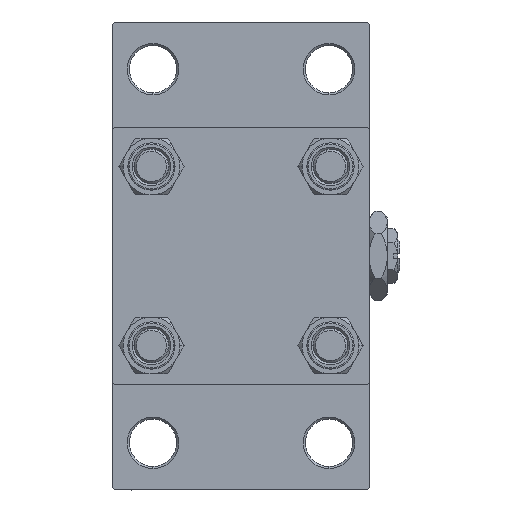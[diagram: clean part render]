
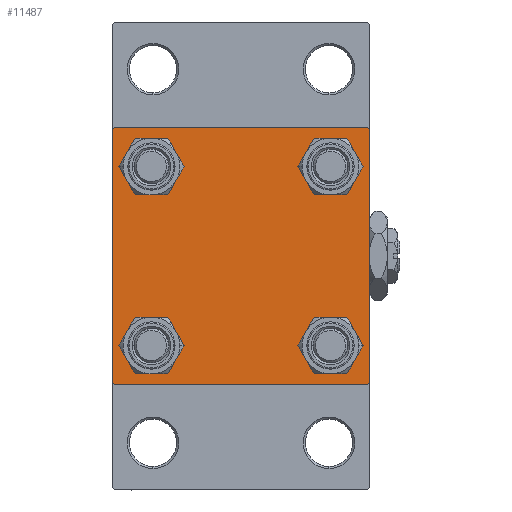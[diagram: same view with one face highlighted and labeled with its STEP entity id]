
A CAD part, left-side view. The second image highlights one B-rep face of the part: STEP entity #11487.
In plain terms, the highlighted planar face has unit normal (-1, 0, 0).
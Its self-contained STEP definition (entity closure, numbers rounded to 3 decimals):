
#321 = DIRECTION ( 'NONE',  ( 0., -0.707, -0.707 ) ) ;
#1223 = ORIENTED_EDGE ( 'NONE', *, *, #19531, .F. ) ;
#1915 = VERTEX_POINT ( 'NONE', #10883 ) ;
#2478 = CARTESIAN_POINT ( 'NONE',  ( 0., -20.85, -20.85 ) ) ;
#3964 = LINE ( 'NONE', #18881, #43585 ) ;
#4153 = VECTOR ( 'NONE', #26299, 1000. ) ;
#4186 = EDGE_CURVE ( 'NONE', #9710, #15199, #24525, .T. ) ;
#4250 = VECTOR ( 'NONE', #36107, 1000. ) ;
#5589 = CIRCLE ( 'NONE', #17511, 4.5 ) ;
#6563 = ORIENTED_EDGE ( 'NONE', *, *, #4186, .T. ) ;
#6739 = DIRECTION ( 'NONE',  ( 1., 0., 0. ) ) ;
#6769 = EDGE_CURVE ( 'NONE', #29556, #21175, #8638, .T. ) ;
#6851 = DIRECTION ( 'NONE',  ( 0., 0., 1. ) ) ;
#6897 = AXIS2_PLACEMENT_3D ( 'NONE', #14054, #36958, #6851 ) ;
#7032 = FACE_BOUND ( 'NONE', #18209, .T. ) ;
#7184 = EDGE_CURVE ( 'NONE', #22683, #19056, #22991, .T. ) ;
#7615 = CARTESIAN_POINT ( 'NONE',  ( 0., 20.85, 16.35 ) ) ;
#7873 = DIRECTION ( 'NONE',  ( 0., 0., 1. ) ) ;
#7905 = VECTOR ( 'NONE', #42470, 1000. ) ;
#8638 = LINE ( 'NONE', #41741, #7905 ) ;
#8719 = EDGE_LOOP ( 'NONE', ( #24963, #46947 ) ) ;
#8954 = CARTESIAN_POINT ( 'NONE',  ( 0., 20.85, -16.35 ) ) ;
#9204 = CARTESIAN_POINT ( 'NONE',  ( 0., -29.5, -30. ) ) ;
#9325 = VERTEX_POINT ( 'NONE', #9204 ) ;
#9520 = CARTESIAN_POINT ( 'NONE',  ( 0., 20.85, -20.85 ) ) ;
#9710 = VERTEX_POINT ( 'NONE', #15856 ) ;
#10401 = VERTEX_POINT ( 'NONE', #8954 ) ;
#10883 = CARTESIAN_POINT ( 'NONE',  ( 0., -20.85, 16.35 ) ) ;
#11279 = VERTEX_POINT ( 'NONE', #38638 ) ;
#11350 = CARTESIAN_POINT ( 'NONE',  ( 0., 30., -30. ) ) ;
#11487 = ADVANCED_FACE ( 'NONE', ( #29191, #7032, #22199, #33151, #48802 ), #37135, .T. ) ;
#14054 = CARTESIAN_POINT ( 'NONE',  ( 0., -20.85, 20.85 ) ) ;
#14165 = DIRECTION ( 'NONE',  ( 1., 0., 0. ) ) ;
#14282 = DIRECTION ( 'NONE',  ( 0., 0., 1. ) ) ;
#14613 = CIRCLE ( 'NONE', #42406, 4.5 ) ;
#15199 = VERTEX_POINT ( 'NONE', #16675 ) ;
#15389 = ORIENTED_EDGE ( 'NONE', *, *, #33749, .T. ) ;
#15820 = EDGE_CURVE ( 'NONE', #1915, #32728, #18814, .T. ) ;
#15856 = CARTESIAN_POINT ( 'NONE',  ( 0., -30., 29.5 ) ) ;
#16506 = CARTESIAN_POINT ( 'NONE',  ( 0., 30., 29.5 ) ) ;
#16675 = CARTESIAN_POINT ( 'NONE',  ( 0., -29.5, 30. ) ) ;
#17217 = DIRECTION ( 'NONE',  ( 1., 0., 0. ) ) ;
#17227 = EDGE_LOOP ( 'NONE', ( #41591, #20184 ) ) ;
#17511 = AXIS2_PLACEMENT_3D ( 'NONE', #40869, #21963, #21483 ) ;
#18209 = EDGE_LOOP ( 'NONE', ( #19985, #31481 ) ) ;
#18814 = CIRCLE ( 'NONE', #6897, 4.5 ) ;
#18881 = CARTESIAN_POINT ( 'NONE',  ( 0., 30., 30. ) ) ;
#19029 = AXIS2_PLACEMENT_3D ( 'NONE', #34234, #14165, #7873 ) ;
#19056 = VERTEX_POINT ( 'NONE', #22713 ) ;
#19292 = CIRCLE ( 'NONE', #42305, 4.5 ) ;
#19531 = EDGE_CURVE ( 'NONE', #21488, #15199, #3964, .T. ) ;
#19876 = ORIENTED_EDGE ( 'NONE', *, *, #30663, .T. ) ;
#19985 = ORIENTED_EDGE ( 'NONE', *, *, #44206, .T. ) ;
#20184 = ORIENTED_EDGE ( 'NONE', *, *, #26122, .T. ) ;
#20248 = CARTESIAN_POINT ( 'NONE',  ( 0., -20.85, -25.35 ) ) ;
#20875 = DIRECTION ( 'NONE',  ( 1., 0., 0. ) ) ;
#21119 = DIRECTION ( 'NONE',  ( 0., 0., 1. ) ) ;
#21175 = VERTEX_POINT ( 'NONE', #22173 ) ;
#21180 = DIRECTION ( 'NONE',  ( 0., 0., -1. ) ) ;
#21483 = DIRECTION ( 'NONE',  ( 0., 0., 1. ) ) ;
#21488 = VERTEX_POINT ( 'NONE', #26098 ) ;
#21963 = DIRECTION ( 'NONE',  ( 1., 0., 0. ) ) ;
#22173 = CARTESIAN_POINT ( 'NONE',  ( 0., 30., -29.5 ) ) ;
#22199 = FACE_BOUND ( 'NONE', #17227, .T. ) ;
#22364 = ORIENTED_EDGE ( 'NONE', *, *, #28936, .T. ) ;
#22683 = VERTEX_POINT ( 'NONE', #7615 ) ;
#22713 = CARTESIAN_POINT ( 'NONE',  ( 0., 20.85, 25.35 ) ) ;
#22799 = LINE ( 'NONE', #11350, #4153 ) ;
#22829 = EDGE_LOOP ( 'NONE', ( #34247, #19876, #32841, #38762, #39459, #6563, #1223, #22364 ) ) ;
#22991 = CIRCLE ( 'NONE', #28600, 4.5 ) ;
#23908 = CARTESIAN_POINT ( 'NONE',  ( 0., -29.75, -29.75 ) ) ;
#24420 = LINE ( 'NONE', #37097, #35076 ) ;
#24525 = LINE ( 'NONE', #47157, #30847 ) ;
#24725 = EDGE_LOOP ( 'NONE', ( #15389, #34269 ) ) ;
#24854 = AXIS2_PLACEMENT_3D ( 'NONE', #9520, #17217, #40359 ) ;
#24963 = ORIENTED_EDGE ( 'NONE', *, *, #27399, .T. ) ;
#25537 = VECTOR ( 'NONE', #38536, 1000. ) ;
#25694 = DIRECTION ( 'NONE',  ( 0., 0., 1. ) ) ;
#26098 = CARTESIAN_POINT ( 'NONE',  ( 0., 29.5, 30. ) ) ;
#26122 = EDGE_CURVE ( 'NONE', #35171, #10401, #38100, .T. ) ;
#26299 = DIRECTION ( 'NONE',  ( 0., -1., 0. ) ) ;
#26437 = LINE ( 'NONE', #26680, #47006 ) ;
#26680 = CARTESIAN_POINT ( 'NONE',  ( 0., 29.75, -29.75 ) ) ;
#27095 = LINE ( 'NONE', #42261, #25537 ) ;
#27399 = EDGE_CURVE ( 'NONE', #32728, #1915, #5589, .T. ) ;
#28041 = CIRCLE ( 'NONE', #24854, 4.5 ) ;
#28600 = AXIS2_PLACEMENT_3D ( 'NONE', #44398, #48846, #14282 ) ;
#28936 = EDGE_CURVE ( 'NONE', #21488, #29556, #27095, .T. ) ;
#29191 = FACE_BOUND ( 'NONE', #8719, .T. ) ;
#29528 = VERTEX_POINT ( 'NONE', #20248 ) ;
#29556 = VERTEX_POINT ( 'NONE', #16506 ) ;
#29828 = EDGE_CURVE ( 'NONE', #9710, #44887, #24420, .T. ) ;
#30217 = CARTESIAN_POINT ( 'NONE',  ( 0., 29.5, -30. ) ) ;
#30663 = EDGE_CURVE ( 'NONE', #21175, #38704, #26437, .T. ) ;
#30847 = VECTOR ( 'NONE', #39708, 1000. ) ;
#31096 = EDGE_CURVE ( 'NONE', #38704, #9325, #22799, .T. ) ;
#31481 = ORIENTED_EDGE ( 'NONE', *, *, #40536, .T. ) ;
#32131 = CARTESIAN_POINT ( 'NONE',  ( 0., 20.85, -25.35 ) ) ;
#32728 = VERTEX_POINT ( 'NONE', #49122 ) ;
#32841 = ORIENTED_EDGE ( 'NONE', *, *, #31096, .T. ) ;
#32991 = CIRCLE ( 'NONE', #45683, 4.5 ) ;
#33151 = FACE_BOUND ( 'NONE', #24725, .T. ) ;
#33749 = EDGE_CURVE ( 'NONE', #19056, #22683, #19292, .T. ) ;
#34234 = CARTESIAN_POINT ( 'NONE',  ( 0., 20.85, -20.85 ) ) ;
#34246 = EDGE_CURVE ( 'NONE', #9325, #44887, #35112, .T. ) ;
#34247 = ORIENTED_EDGE ( 'NONE', *, *, #6769, .T. ) ;
#34269 = ORIENTED_EDGE ( 'NONE', *, *, #7184, .T. ) ;
#35076 = VECTOR ( 'NONE', #21180, 1000. ) ;
#35112 = LINE ( 'NONE', #23908, #4250 ) ;
#35171 = VERTEX_POINT ( 'NONE', #32131 ) ;
#36107 = DIRECTION ( 'NONE',  ( 0., -0.707, 0.707 ) ) ;
#36168 = AXIS2_PLACEMENT_3D ( 'NONE', #45310, #37610, #25694 ) ;
#36796 = EDGE_CURVE ( 'NONE', #10401, #35171, #28041, .T. ) ;
#36958 = DIRECTION ( 'NONE',  ( 1., 0., 0. ) ) ;
#37086 = DIRECTION ( 'NONE',  ( 0., 0., 1. ) ) ;
#37097 = CARTESIAN_POINT ( 'NONE',  ( 0., -30., 30. ) ) ;
#37135 = PLANE ( 'NONE',  #36168 ) ;
#37610 = DIRECTION ( 'NONE',  ( -1., 0., 0. ) ) ;
#38100 = CIRCLE ( 'NONE', #19029, 4.5 ) ;
#38498 = CARTESIAN_POINT ( 'NONE',  ( 0., -30., -29.5 ) ) ;
#38536 = DIRECTION ( 'NONE',  ( 0., 0.707, -0.707 ) ) ;
#38638 = CARTESIAN_POINT ( 'NONE',  ( 0., -20.85, -16.35 ) ) ;
#38704 = VERTEX_POINT ( 'NONE', #30217 ) ;
#38762 = ORIENTED_EDGE ( 'NONE', *, *, #34246, .T. ) ;
#39459 = ORIENTED_EDGE ( 'NONE', *, *, #29828, .F. ) ;
#39475 = CARTESIAN_POINT ( 'NONE',  ( 0., 20.85, 20.85 ) ) ;
#39708 = DIRECTION ( 'NONE',  ( 0., 0.707, 0.707 ) ) ;
#40359 = DIRECTION ( 'NONE',  ( 0., 0., 1. ) ) ;
#40536 = EDGE_CURVE ( 'NONE', #29528, #11279, #14613, .T. ) ;
#40869 = CARTESIAN_POINT ( 'NONE',  ( 0., -20.85, 20.85 ) ) ;
#41049 = CARTESIAN_POINT ( 'NONE',  ( 0., -20.85, -20.85 ) ) ;
#41510 = DIRECTION ( 'NONE',  ( 0., -1., 0. ) ) ;
#41591 = ORIENTED_EDGE ( 'NONE', *, *, #36796, .T. ) ;
#41741 = CARTESIAN_POINT ( 'NONE',  ( 0., 30., 30. ) ) ;
#42261 = CARTESIAN_POINT ( 'NONE',  ( 0., 29.75, 29.75 ) ) ;
#42305 = AXIS2_PLACEMENT_3D ( 'NONE', #39475, #42957, #46934 ) ;
#42406 = AXIS2_PLACEMENT_3D ( 'NONE', #2478, #20875, #21119 ) ;
#42470 = DIRECTION ( 'NONE',  ( 0., 0., -1. ) ) ;
#42957 = DIRECTION ( 'NONE',  ( 1., 0., 0. ) ) ;
#43585 = VECTOR ( 'NONE', #41510, 1000. ) ;
#44206 = EDGE_CURVE ( 'NONE', #11279, #29528, #32991, .T. ) ;
#44398 = CARTESIAN_POINT ( 'NONE',  ( 0., 20.85, 20.85 ) ) ;
#44887 = VERTEX_POINT ( 'NONE', #38498 ) ;
#45310 = CARTESIAN_POINT ( 'NONE',  ( 0., 0., 0. ) ) ;
#45683 = AXIS2_PLACEMENT_3D ( 'NONE', #41049, #6739, #37086 ) ;
#46934 = DIRECTION ( 'NONE',  ( 0., 0., 1. ) ) ;
#46947 = ORIENTED_EDGE ( 'NONE', *, *, #15820, .T. ) ;
#47006 = VECTOR ( 'NONE', #321, 1000. ) ;
#47157 = CARTESIAN_POINT ( 'NONE',  ( 0., -29.75, 29.75 ) ) ;
#48802 = FACE_OUTER_BOUND ( 'NONE', #22829, .T. ) ;
#48846 = DIRECTION ( 'NONE',  ( 1., 0., 0. ) ) ;
#49122 = CARTESIAN_POINT ( 'NONE',  ( 0., -20.85, 25.35 ) ) ;
